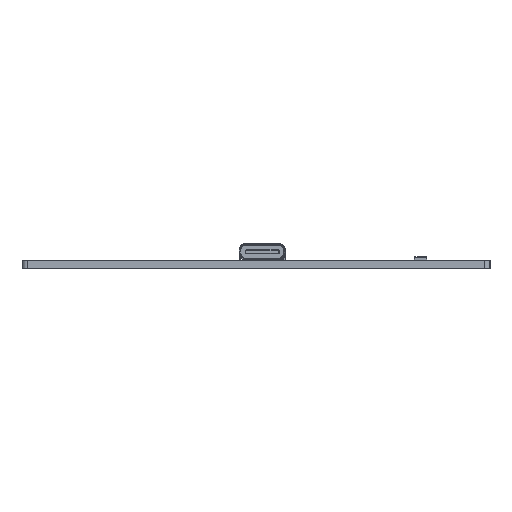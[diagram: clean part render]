
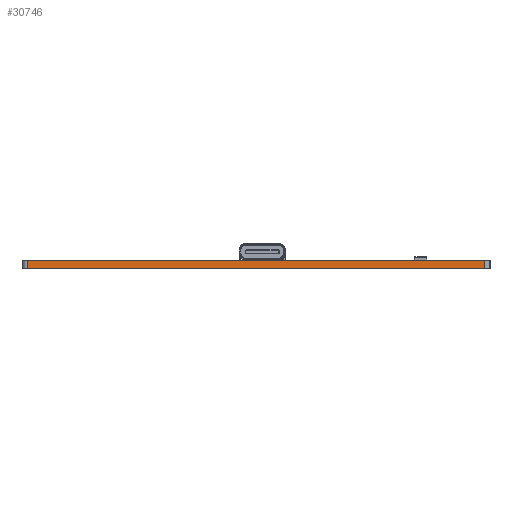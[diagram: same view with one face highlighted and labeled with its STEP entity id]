
A CAD part, left-side view. The second image highlights one B-rep face of the part: STEP entity #30746.
In plain terms, the highlighted planar face has unit normal (-1, 0, 0).
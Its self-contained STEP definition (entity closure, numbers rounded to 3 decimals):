
#11070 = PLANE('',#11071);
#11071 = AXIS2_PLACEMENT_3D('',#11072,#11073,#11074);
#11072 = CARTESIAN_POINT('',(231.5,-163.5,1.6));
#11073 = DIRECTION('',(0.,0.,1.));
#11074 = DIRECTION('',(1.,0.,-0.));
#11125 = PLANE('',#11126);
#11126 = AXIS2_PLACEMENT_3D('',#11127,#11128,#11129);
#11127 = CARTESIAN_POINT('',(231.5,-163.5,0.));
#11128 = DIRECTION('',(0.,0.,1.));
#11129 = DIRECTION('',(1.,0.,-0.));
#11180 = CYLINDRICAL_SURFACE('',#11181,1.);
#11181 = AXIS2_PLACEMENT_3D('',#11182,#11183,#11184);
#11182 = CARTESIAN_POINT('',(104.,-208.,0.));
#11183 = DIRECTION('',(-0.,-0.,-1.));
#11184 = DIRECTION('',(1.,0.,-0.));
#11347 = VERTEX_POINT('',#11348);
#11348 = CARTESIAN_POINT('',(103.,-119.,0.));
#11363 = CYLINDRICAL_SURFACE('',#11364,1.);
#11364 = AXIS2_PLACEMENT_3D('',#11365,#11366,#11367);
#11365 = CARTESIAN_POINT('',(104.,-119.,0.));
#11366 = DIRECTION('',(-0.,-0.,-1.));
#11367 = DIRECTION('',(1.,0.,-0.));
#11375 = EDGE_CURVE('',#11376,#11347,#11378,.T.);
#11376 = VERTEX_POINT('',#11377);
#11377 = CARTESIAN_POINT('',(103.,-208.,0.));
#11378 = SURFACE_CURVE('',#11379,(#11383,#11390),.PCURVE_S1.);
#11379 = LINE('',#11380,#11381);
#11380 = CARTESIAN_POINT('',(103.,-208.,0.));
#11381 = VECTOR('',#11382,1.);
#11382 = DIRECTION('',(0.,1.,0.));
#11383 = PCURVE('',#11125,#11384);
#11384 = DEFINITIONAL_REPRESENTATION('',(#11385),#11389);
#11385 = LINE('',#11386,#11387);
#11386 = CARTESIAN_POINT('',(-128.5,-44.5));
#11387 = VECTOR('',#11388,1.);
#11388 = DIRECTION('',(0.,1.));
#11389 = ( GEOMETRIC_REPRESENTATION_CONTEXT(2) 
PARAMETRIC_REPRESENTATION_CONTEXT() REPRESENTATION_CONTEXT('2D SPACE',''
  ) );
#11390 = PCURVE('',#11391,#11396);
#11391 = PLANE('',#11392);
#11392 = AXIS2_PLACEMENT_3D('',#11393,#11394,#11395);
#11393 = CARTESIAN_POINT('',(103.,-208.,0.));
#11394 = DIRECTION('',(-1.,0.,0.));
#11395 = DIRECTION('',(0.,1.,0.));
#11396 = DEFINITIONAL_REPRESENTATION('',(#11397),#11401);
#11397 = LINE('',#11398,#11399);
#11398 = CARTESIAN_POINT('',(0.,0.));
#11399 = VECTOR('',#11400,1.);
#11400 = DIRECTION('',(1.,0.));
#11401 = ( GEOMETRIC_REPRESENTATION_CONTEXT(2) 
PARAMETRIC_REPRESENTATION_CONTEXT() REPRESENTATION_CONTEXT('2D SPACE',''
  ) );
#21894 = VERTEX_POINT('',#21895);
#21895 = CARTESIAN_POINT('',(103.,-119.,1.6));
#21917 = EDGE_CURVE('',#21918,#21894,#21920,.T.);
#21918 = VERTEX_POINT('',#21919);
#21919 = CARTESIAN_POINT('',(103.,-208.,1.6));
#21920 = SURFACE_CURVE('',#21921,(#21925,#21932),.PCURVE_S1.);
#21921 = LINE('',#21922,#21923);
#21922 = CARTESIAN_POINT('',(103.,-208.,1.6));
#21923 = VECTOR('',#21924,1.);
#21924 = DIRECTION('',(0.,1.,0.));
#21925 = PCURVE('',#11070,#21926);
#21926 = DEFINITIONAL_REPRESENTATION('',(#21927),#21931);
#21927 = LINE('',#21928,#21929);
#21928 = CARTESIAN_POINT('',(-128.5,-44.5));
#21929 = VECTOR('',#21930,1.);
#21930 = DIRECTION('',(0.,1.));
#21931 = ( GEOMETRIC_REPRESENTATION_CONTEXT(2) 
PARAMETRIC_REPRESENTATION_CONTEXT() REPRESENTATION_CONTEXT('2D SPACE',''
  ) );
#21932 = PCURVE('',#11391,#21933);
#21933 = DEFINITIONAL_REPRESENTATION('',(#21934),#21938);
#21934 = LINE('',#21935,#21936);
#21935 = CARTESIAN_POINT('',(0.,-1.6));
#21936 = VECTOR('',#21937,1.);
#21937 = DIRECTION('',(1.,0.));
#21938 = ( GEOMETRIC_REPRESENTATION_CONTEXT(2) 
PARAMETRIC_REPRESENTATION_CONTEXT() REPRESENTATION_CONTEXT('2D SPACE',''
  ) );
#30696 = EDGE_CURVE('',#11376,#21918,#30697,.T.);
#30697 = SURFACE_CURVE('',#30698,(#30702,#30709),.PCURVE_S1.);
#30698 = LINE('',#30699,#30700);
#30699 = CARTESIAN_POINT('',(103.,-208.,0.));
#30700 = VECTOR('',#30701,1.);
#30701 = DIRECTION('',(0.,0.,1.));
#30702 = PCURVE('',#11180,#30703);
#30703 = DEFINITIONAL_REPRESENTATION('',(#30704),#30708);
#30704 = LINE('',#30705,#30706);
#30705 = CARTESIAN_POINT('',(-3.142,0.));
#30706 = VECTOR('',#30707,1.);
#30707 = DIRECTION('',(-0.,-1.));
#30708 = ( GEOMETRIC_REPRESENTATION_CONTEXT(2) 
PARAMETRIC_REPRESENTATION_CONTEXT() REPRESENTATION_CONTEXT('2D SPACE',''
  ) );
#30709 = PCURVE('',#11391,#30710);
#30710 = DEFINITIONAL_REPRESENTATION('',(#30711),#30715);
#30711 = LINE('',#30712,#30713);
#30712 = CARTESIAN_POINT('',(0.,0.));
#30713 = VECTOR('',#30714,1.);
#30714 = DIRECTION('',(0.,-1.));
#30715 = ( GEOMETRIC_REPRESENTATION_CONTEXT(2) 
PARAMETRIC_REPRESENTATION_CONTEXT() REPRESENTATION_CONTEXT('2D SPACE',''
  ) );
#30746 = ADVANCED_FACE('',(#30747),#11391,.T.);
#30747 = FACE_BOUND('',#30748,.T.);
#30748 = EDGE_LOOP('',(#30749,#30750,#30751,#30772));
#30749 = ORIENTED_EDGE('',*,*,#30696,.T.);
#30750 = ORIENTED_EDGE('',*,*,#21917,.T.);
#30751 = ORIENTED_EDGE('',*,*,#30752,.F.);
#30752 = EDGE_CURVE('',#11347,#21894,#30753,.T.);
#30753 = SURFACE_CURVE('',#30754,(#30758,#30765),.PCURVE_S1.);
#30754 = LINE('',#30755,#30756);
#30755 = CARTESIAN_POINT('',(103.,-119.,0.));
#30756 = VECTOR('',#30757,1.);
#30757 = DIRECTION('',(0.,0.,1.));
#30758 = PCURVE('',#11391,#30759);
#30759 = DEFINITIONAL_REPRESENTATION('',(#30760),#30764);
#30760 = LINE('',#30761,#30762);
#30761 = CARTESIAN_POINT('',(89.,0.));
#30762 = VECTOR('',#30763,1.);
#30763 = DIRECTION('',(0.,-1.));
#30764 = ( GEOMETRIC_REPRESENTATION_CONTEXT(2) 
PARAMETRIC_REPRESENTATION_CONTEXT() REPRESENTATION_CONTEXT('2D SPACE',''
  ) );
#30765 = PCURVE('',#11363,#30766);
#30766 = DEFINITIONAL_REPRESENTATION('',(#30767),#30771);
#30767 = LINE('',#30768,#30769);
#30768 = CARTESIAN_POINT('',(-3.142,0.));
#30769 = VECTOR('',#30770,1.);
#30770 = DIRECTION('',(-0.,-1.));
#30771 = ( GEOMETRIC_REPRESENTATION_CONTEXT(2) 
PARAMETRIC_REPRESENTATION_CONTEXT() REPRESENTATION_CONTEXT('2D SPACE',''
  ) );
#30772 = ORIENTED_EDGE('',*,*,#11375,.F.);
